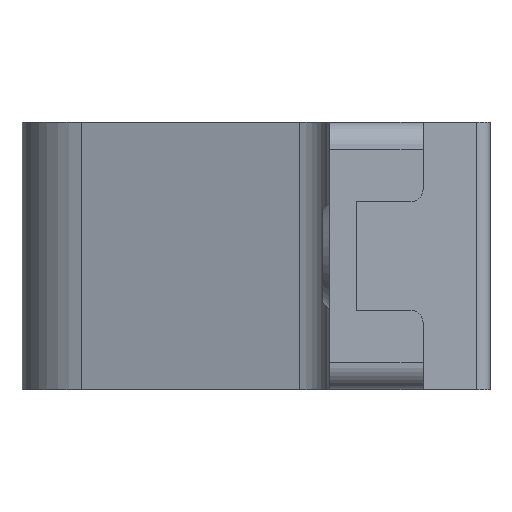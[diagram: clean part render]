
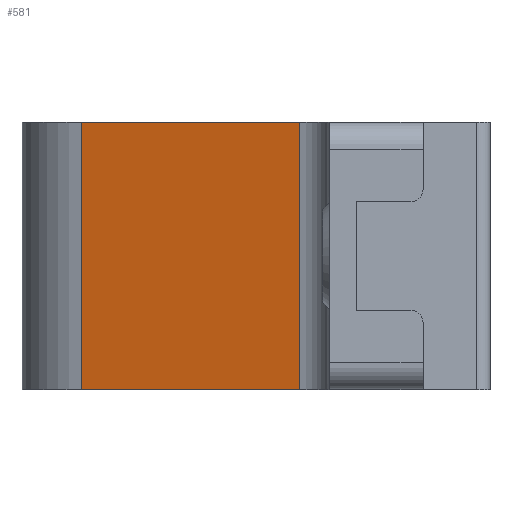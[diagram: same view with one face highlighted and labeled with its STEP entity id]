
A CAD part, left-side view. The second image highlights one B-rep face of the part: STEP entity #581.
In plain terms, the highlighted planar face has unit normal (-0.966, 0.259, 0).
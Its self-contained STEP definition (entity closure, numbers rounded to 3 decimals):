
#42=PLANE('',#651);
#70=FACE_OUTER_BOUND('',#102,.T.);
#102=EDGE_LOOP('',(#532,#533,#534,#535));
#116=LINE('',#875,#172);
#145=LINE('',#958,#201);
#156=LINE('',#980,#212);
#161=LINE('',#1000,#217);
#172=VECTOR('',#687,10.);
#201=VECTOR('',#758,10.);
#212=VECTOR('',#783,10.);
#217=VECTOR('',#814,10.);
#263=VERTEX_POINT('',#872);
#264=VERTEX_POINT('',#874);
#296=VERTEX_POINT('',#955);
#297=VERTEX_POINT('',#957);
#321=EDGE_CURVE('',#263,#264,#116,.T.);
#364=EDGE_CURVE('',#296,#297,#145,.T.);
#377=EDGE_CURVE('',#264,#296,#156,.T.);
#385=EDGE_CURVE('',#297,#263,#161,.T.);
#532=ORIENTED_EDGE('',*,*,#377,.F.);
#533=ORIENTED_EDGE('',*,*,#321,.F.);
#534=ORIENTED_EDGE('',*,*,#385,.F.);
#535=ORIENTED_EDGE('',*,*,#364,.F.);
#581=ADVANCED_FACE('',(#70),#42,.T.);
#651=AXIS2_PLACEMENT_3D('',#999,#812,#813);
#687=DIRECTION('',(-0.259,-0.966,0.));
#758=DIRECTION('',(0.259,0.966,0.));
#783=DIRECTION('',(0.,0.,-1.));
#812=DIRECTION('center_axis',(-0.966,0.259,0.));
#813=DIRECTION('ref_axis',(-0.259,-0.966,0.));
#814=DIRECTION('',(0.,0.,1.));
#872=CARTESIAN_POINT('',(-3.029,61.553,10.));
#874=CARTESIAN_POINT('',(-7.404,45.224,10.));
#875=CARTESIAN_POINT('',(-8.,43.,10.));
#955=CARTESIAN_POINT('',(-7.404,45.224,-10.));
#957=CARTESIAN_POINT('',(-3.029,61.553,-10.));
#958=CARTESIAN_POINT('',(-8.,43.,-10.));
#980=CARTESIAN_POINT('',(-7.404,45.224,0.));
#999=CARTESIAN_POINT('Origin',(-3.029,61.553,0.));
#1000=CARTESIAN_POINT('',(-3.029,61.553,0.));
